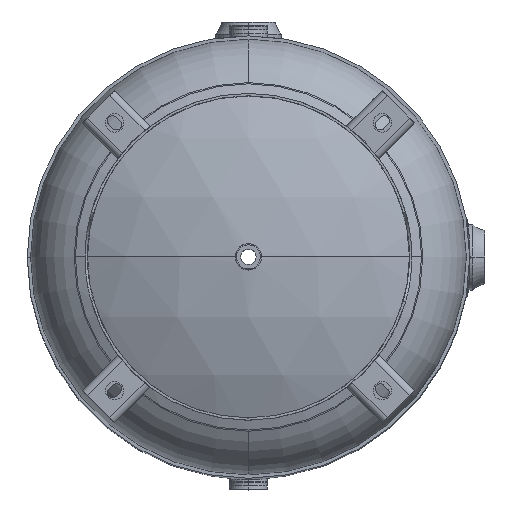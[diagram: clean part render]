
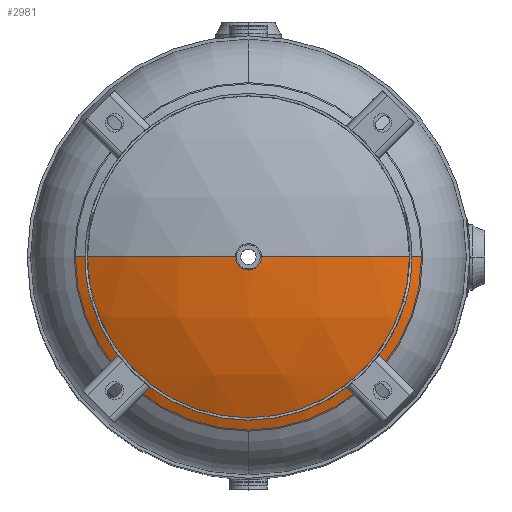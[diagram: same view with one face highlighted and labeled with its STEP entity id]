
A CAD part, top view. The second image highlights one B-rep face of the part: STEP entity #2981.
In plain terms, the highlighted spherical face has radius 548.64 mm.
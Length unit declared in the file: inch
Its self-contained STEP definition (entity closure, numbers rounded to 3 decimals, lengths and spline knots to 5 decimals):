
#968 = AXIS2_PLACEMENT_3D ( 'NONE', #9973, #9974, #9975 ) ;
#970 = AXIS2_PLACEMENT_3D ( 'NONE', #9969, #9970, #9971 ) ;
#973 = CIRCLE ( 'NONE', #970, 21.6 ) ;
#975 = CIRCLE ( 'NONE', #968, 21.6 ) ;
#978 = AXIS2_PLACEMENT_3D ( 'NONE', #9957, #9958, #9959 ) ;
#981 = CIRCLE ( 'NONE', #978, 9.6 ) ;
#1604 = VERTEX_POINT ( 'NONE', #8705 ) ;
#1606 = VERTEX_POINT ( 'NONE', #8707 ) ;
#1610 = VERTEX_POINT ( 'NONE', #8711 ) ;
#1618 = VERTEX_POINT ( 'NONE', #8719 ) ;
#1619 = VERTEX_POINT ( 'NONE', #8720 ) ;
#2981 = ADVANCED_FACE ( 'NONE', ( #8735 ), #8738, .T. ) ;
#3415 = AXIS2_PLACEMENT_3D ( 'NONE', #8737, #8739, #8740 ) ;
#4231 = CARTESIAN_POINT ( 'NONE',  ( 0., 0., 22.98795 ) ) ;
#4232 = DIRECTION ( 'NONE',  ( 0., 0., 1. ) ) ;
#4233 = DIRECTION ( 'NONE',  ( -1., 0., 0. ) ) ;
#4303 = CARTESIAN_POINT ( 'NONE',  ( 0., 0., 20.74942 ) ) ;
#4304 = DIRECTION ( 'NONE',  ( 0., 0., -1. ) ) ;
#4305 = DIRECTION ( 'NONE',  ( 0., 1., 0. ) ) ;
#6613 = EDGE_CURVE ( 'NONE', #1604, #1606, #981, .T. ) ;
#6617 = EDGE_CURVE ( 'NONE', #1619, #1618, #973, .T. ) ;
#6618 = EDGE_CURVE ( 'NONE', #1610, #1604, #975, .T. ) ;
#6696 = EDGE_CURVE ( 'NONE', #1619, #1610, #8963, .T. ) ;
#6698 = EDGE_CURVE ( 'NONE', #1606, #1618, #8960, .T. ) ;
#7686 = EDGE_LOOP ( 'NONE', ( #9136, #9137, #9138, #9139, #9140 ) ) ;
#8705 = CARTESIAN_POINT ( 'NONE',  ( 9.6, 0., 20.74942 ) ) ;
#8707 = CARTESIAN_POINT ( 'NONE',  ( 0., -9.6, 20.74942 ) ) ;
#8711 = CARTESIAN_POINT ( 'NONE',  ( 0.7215, 0., 22.98795 ) ) ;
#8719 = CARTESIAN_POINT ( 'NONE',  ( -9.6, 0., 20.74942 ) ) ;
#8720 = CARTESIAN_POINT ( 'NONE',  ( -0.7215, 0., 22.98795 ) ) ;
#8735 = FACE_OUTER_BOUND ( 'NONE', #7686, .T. ) ;
#8737 = CARTESIAN_POINT ( 'NONE',  ( 0., 0., 1.4 ) ) ;
#8738 = SPHERICAL_SURFACE ( 'NONE', #3415, 21.6 ) ;
#8739 = DIRECTION ( 'NONE',  ( 0., -1., 0. ) ) ;
#8740 = DIRECTION ( 'NONE',  ( 1., 0., 0. ) ) ;
#8959 = AXIS2_PLACEMENT_3D ( 'NONE', #4303, #4304, #4305 ) ;
#8960 = CIRCLE ( 'NONE', #8959, 9.6 ) ;
#8961 = AXIS2_PLACEMENT_3D ( 'NONE', #4231, #4232, #4233 ) ;
#8963 = CIRCLE ( 'NONE', #8961, 0.7215 ) ;
#9136 = ORIENTED_EDGE ( 'NONE', *, *, #6696, .F. ) ;
#9137 = ORIENTED_EDGE ( 'NONE', *, *, #6617, .T. ) ;
#9138 = ORIENTED_EDGE ( 'NONE', *, *, #6698, .F. ) ;
#9139 = ORIENTED_EDGE ( 'NONE', *, *, #6613, .F. ) ;
#9140 = ORIENTED_EDGE ( 'NONE', *, *, #6618, .F. ) ;
#9957 = CARTESIAN_POINT ( 'NONE',  ( 0., 0., 20.74942 ) ) ;
#9958 = DIRECTION ( 'NONE',  ( 0., 0., -1. ) ) ;
#9959 = DIRECTION ( 'NONE',  ( 0., 1., 0. ) ) ;
#9969 = CARTESIAN_POINT ( 'NONE',  ( 0., 0., 1.4 ) ) ;
#9970 = DIRECTION ( 'NONE',  ( 0., -1., 0. ) ) ;
#9971 = DIRECTION ( 'NONE',  ( 1., 0., 0. ) ) ;
#9973 = CARTESIAN_POINT ( 'NONE',  ( 0., 0., 1.4 ) ) ;
#9974 = DIRECTION ( 'NONE',  ( 0., 1., 0. ) ) ;
#9975 = DIRECTION ( 'NONE',  ( 0., 0., 1. ) ) ;
